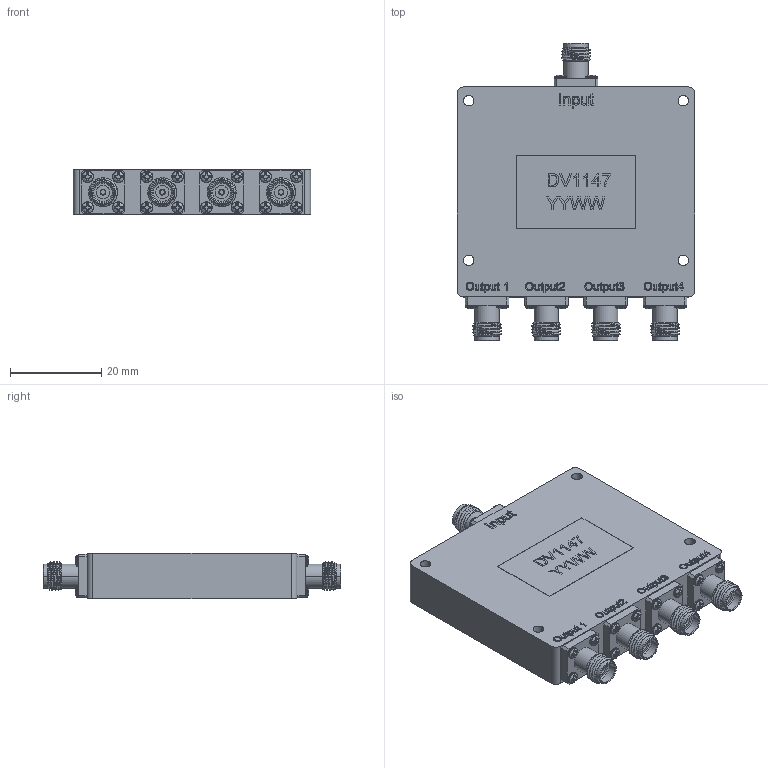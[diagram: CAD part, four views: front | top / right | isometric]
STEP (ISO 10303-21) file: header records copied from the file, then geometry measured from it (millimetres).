
FILE_DESCRIPTION (( 'STEP AP214' ), '1' );
FILE_NAME ('FMDV1147_3D.step', '2023-03-08T23:07:21', ( '' ), ( '' ), 'SwSTEP 2.0', 'SolidWorks 2022', '' );
FILE_SCHEMA (( 'AUTOMOTIVE_DESIGN' ));
Length unit declared in the file: inch
Products named in the file (1): FMDV1147_3D
Bounding box: 52 x 65.15 x 10.08 mm (x, y, z)
Volume: 25175.4 mm3; surface area: 9427.6 mm2
Topology: 1 solids, 29 shells, 2258 faces, 6084 edges, 4031 vertices
Faces by surface type: plane 902, cylinder 796, bspline 280, cone 180, torus 80, sphere 20
Entity records: 112797 total; most frequent: CARTESIAN_POINT 60399, ORIENTED_EDGE 12128, DIRECTION 9479, EDGE_CURVE 6064, VERTEX_POINT 4031, AXIS2_PLACEMENT_3D 3361, VECTOR 2757, LINE 2757
